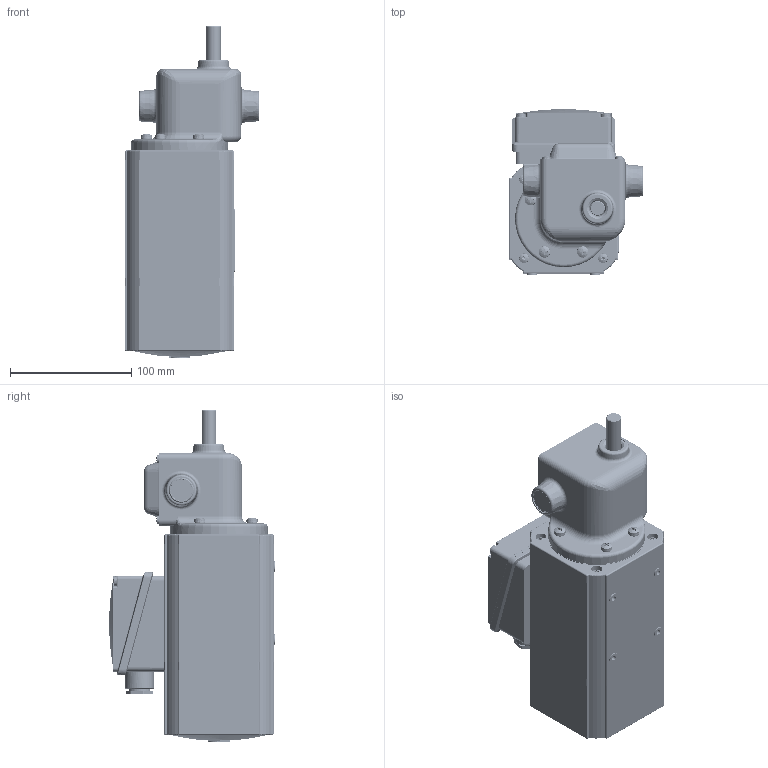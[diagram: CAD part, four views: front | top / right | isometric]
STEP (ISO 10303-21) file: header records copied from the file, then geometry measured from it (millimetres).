
FILE_DESCRIPTION (( 'STEP AP214' ), '1' );
FILE_NAME ('Motor IGKU80-40B mit Getr. Z3.STEP', '2017-12-07T13:38:32', ( 'gfeller' ), ( '' ), 'SwSTEP 2.0', 'SolidWorks 2017', '' );
FILE_SCHEMA (( 'AUTOMOTIVE_DESIGN' ));
Length unit declared in the file: millimetre
Products named in the file (1): Motor IGKU80-40B mit Getr. Z3
Bounding box: 110.5 x 136.43 x 273.5 mm (x, y, z)
Volume: 605647.7 mm3; surface area: 384035.8 mm2
Topology: 132 solids, 133 shells, 4896 faces, 11493 edges, 6811 vertices
Faces by surface type: cylinder 1682, plane 1681, cone 807, torus 414, sphere 160, bspline 152
Entity records: 204690 total; most frequent: CARTESIAN_POINT 37871, DIRECTION 24473, ORIENTED_EDGE 22498, EDGE_CURVE 11249, AXIS2_PLACEMENT_3D 9752, VERTEX_POINT 6802, EDGE_LOOP 5395, UNCERTAINTY_MEASURE_WITH_UNIT 5030
